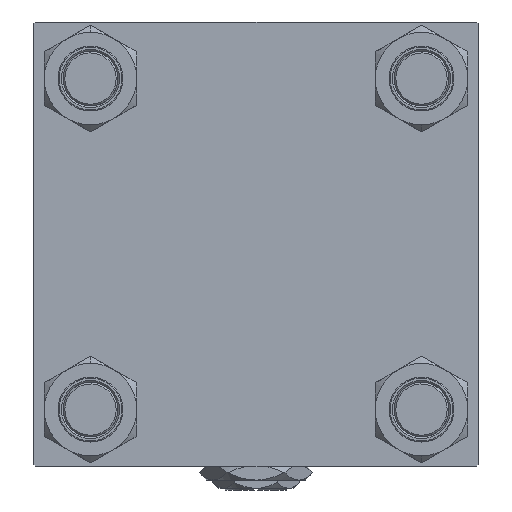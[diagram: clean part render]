
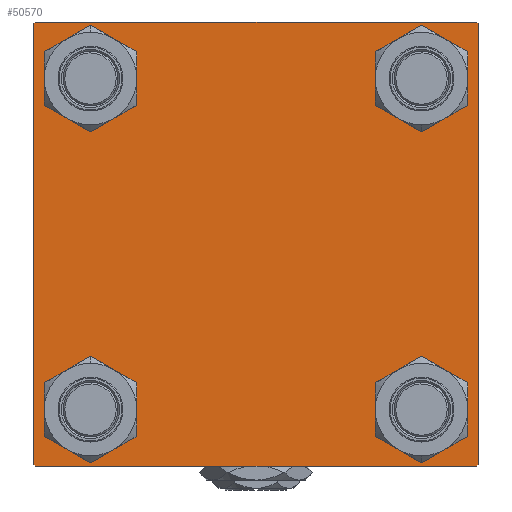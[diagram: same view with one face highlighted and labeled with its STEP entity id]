
A CAD part, left-side view. The second image highlights one B-rep face of the part: STEP entity #50570.
In plain terms, the highlighted planar face has unit normal (-1, 0, 0).
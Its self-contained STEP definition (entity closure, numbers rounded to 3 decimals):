
#573 = CARTESIAN_POINT ( 'NONE',  ( 0., 48.45, 39.95 ) ) ;
#636 = ORIENTED_EDGE ( 'NONE', *, *, #51613, .T. ) ;
#1793 = DIRECTION ( 'NONE',  ( 0., 0., 1. ) ) ;
#1940 = CARTESIAN_POINT ( 'NONE',  ( 0., 0., 0. ) ) ;
#2144 = ORIENTED_EDGE ( 'NONE', *, *, #49339, .T. ) ;
#2464 = FACE_BOUND ( 'NONE', #46446, .T. ) ;
#2484 = AXIS2_PLACEMENT_3D ( 'NONE', #1940, #18197, #46370 ) ;
#2583 = CIRCLE ( 'NONE', #35646, 8.5 ) ;
#2610 = EDGE_CURVE ( 'NONE', #6016, #20610, #24528, .T. ) ;
#3479 = AXIS2_PLACEMENT_3D ( 'NONE', #8322, #8066, #27765 ) ;
#4370 = VERTEX_POINT ( 'NONE', #36453 ) ;
#4460 = VERTEX_POINT ( 'NONE', #34013 ) ;
#4562 = CARTESIAN_POINT ( 'NONE',  ( 0., -65., -64.5 ) ) ;
#4566 = ORIENTED_EDGE ( 'NONE', *, *, #6502, .T. ) ;
#4928 = DIRECTION ( 'NONE',  ( 0., 0., 1. ) ) ;
#5444 = CARTESIAN_POINT ( 'NONE',  ( 0., -48.45, 48.45 ) ) ;
#5752 = DIRECTION ( 'NONE',  ( 0., 0., -1. ) ) ;
#5925 = FACE_OUTER_BOUND ( 'NONE', #43983, .T. ) ;
#6016 = VERTEX_POINT ( 'NONE', #35223 ) ;
#6026 = LINE ( 'NONE', #17763, #16999 ) ;
#6105 = EDGE_CURVE ( 'NONE', #40430, #16610, #26420, .T. ) ;
#6182 = CARTESIAN_POINT ( 'NONE',  ( 0., -48.45, 48.45 ) ) ;
#6502 = EDGE_CURVE ( 'NONE', #4370, #42610, #2583, .T. ) ;
#7226 = CARTESIAN_POINT ( 'NONE',  ( 0., -48.45, -48.45 ) ) ;
#7364 = VERTEX_POINT ( 'NONE', #48840 ) ;
#7867 = CIRCLE ( 'NONE', #14630, 8.5 ) ;
#8066 = DIRECTION ( 'NONE',  ( 1., 0., 0. ) ) ;
#8322 = CARTESIAN_POINT ( 'NONE',  ( 0., 48.45, 48.45 ) ) ;
#9120 = VERTEX_POINT ( 'NONE', #30751 ) ;
#9466 = DIRECTION ( 'NONE',  ( 1., 0., 0. ) ) ;
#10343 = EDGE_LOOP ( 'NONE', ( #4566, #20815 ) ) ;
#10582 = EDGE_LOOP ( 'NONE', ( #50112, #52548 ) ) ;
#10591 = VECTOR ( 'NONE', #36617, 1000. ) ;
#10607 = DIRECTION ( 'NONE',  ( 0., 0., -1. ) ) ;
#11020 = VECTOR ( 'NONE', #18618, 1000. ) ;
#11033 = VERTEX_POINT ( 'NONE', #33400 ) ;
#11214 = CARTESIAN_POINT ( 'NONE',  ( 0., -48.45, -48.45 ) ) ;
#11472 = DIRECTION ( 'NONE',  ( 1., 0., 0. ) ) ;
#11747 = AXIS2_PLACEMENT_3D ( 'NONE', #12056, #43950, #31734 ) ;
#11967 = EDGE_CURVE ( 'NONE', #20610, #28231, #6026, .T. ) ;
#12056 = CARTESIAN_POINT ( 'NONE',  ( 0., 48.45, -48.45 ) ) ;
#12097 = ORIENTED_EDGE ( 'NONE', *, *, #44466, .T. ) ;
#12148 = VERTEX_POINT ( 'NONE', #36099 ) ;
#12510 = VERTEX_POINT ( 'NONE', #48784 ) ;
#12756 = DIRECTION ( 'NONE',  ( 0., 0.707, 0.707 ) ) ;
#12759 = VECTOR ( 'NONE', #12756, 1000. ) ;
#12849 = VERTEX_POINT ( 'NONE', #20026 ) ;
#13584 = AXIS2_PLACEMENT_3D ( 'NONE', #5444, #33418, #29154 ) ;
#14076 = CARTESIAN_POINT ( 'NONE',  ( 0., 65., -65. ) ) ;
#14630 = AXIS2_PLACEMENT_3D ( 'NONE', #7226, #50655, #50133 ) ;
#15051 = CARTESIAN_POINT ( 'NONE',  ( 0., 65., 64.5 ) ) ;
#16610 = VERTEX_POINT ( 'NONE', #25734 ) ;
#16659 = LINE ( 'NONE', #28880, #10591 ) ;
#16987 = AXIS2_PLACEMENT_3D ( 'NONE', #25447, #9466, #4928 ) ;
#16999 = VECTOR ( 'NONE', #5752, 1000. ) ;
#17763 = CARTESIAN_POINT ( 'NONE',  ( 0., 65., 65. ) ) ;
#17864 = EDGE_CURVE ( 'NONE', #12148, #4460, #7867, .T. ) ;
#18197 = DIRECTION ( 'NONE',  ( -1., 0., 0. ) ) ;
#18453 = FACE_BOUND ( 'NONE', #10582, .T. ) ;
#18520 = EDGE_CURVE ( 'NONE', #41957, #9120, #52059, .T. ) ;
#18612 = LINE ( 'NONE', #14076, #38872 ) ;
#18618 = DIRECTION ( 'NONE',  ( 0., -0.707, -0.707 ) ) ;
#19880 = CARTESIAN_POINT ( 'NONE',  ( 0., 65., -64.5 ) ) ;
#20026 = CARTESIAN_POINT ( 'NONE',  ( 0., -65., 64.5 ) ) ;
#20056 = ORIENTED_EDGE ( 'NONE', *, *, #42496, .T. ) ;
#20096 = ORIENTED_EDGE ( 'NONE', *, *, #6105, .T. ) ;
#20240 = LINE ( 'NONE', #40420, #12759 ) ;
#20275 = CIRCLE ( 'NONE', #11747, 8.5 ) ;
#20356 = VERTEX_POINT ( 'NONE', #4562 ) ;
#20610 = VERTEX_POINT ( 'NONE', #15051 ) ;
#20815 = ORIENTED_EDGE ( 'NONE', *, *, #48439, .T. ) ;
#21834 = LINE ( 'NONE', #46010, #11020 ) ;
#22461 = PLANE ( 'NONE',  #2484 ) ;
#22937 = EDGE_CURVE ( 'NONE', #6016, #12510, #16659, .T. ) ;
#23257 = FACE_BOUND ( 'NONE', #41149, .T. ) ;
#24528 = LINE ( 'NONE', #28504, #24623 ) ;
#24623 = VECTOR ( 'NONE', #51643, 1000. ) ;
#25447 = CARTESIAN_POINT ( 'NONE',  ( 0., 48.45, 48.45 ) ) ;
#25734 = CARTESIAN_POINT ( 'NONE',  ( 0., 48.45, 56.95 ) ) ;
#25990 = ORIENTED_EDGE ( 'NONE', *, *, #18520, .T. ) ;
#26022 = VECTOR ( 'NONE', #10607, 1000. ) ;
#26162 = DIRECTION ( 'NONE',  ( 1., 0., 0. ) ) ;
#26420 = CIRCLE ( 'NONE', #3479, 8.5 ) ;
#27631 = ORIENTED_EDGE ( 'NONE', *, *, #11967, .T. ) ;
#27765 = DIRECTION ( 'NONE',  ( 0., 0., 1. ) ) ;
#28231 = VERTEX_POINT ( 'NONE', #19880 ) ;
#28504 = CARTESIAN_POINT ( 'NONE',  ( 0., 64.75, 64.75 ) ) ;
#28880 = CARTESIAN_POINT ( 'NONE',  ( 0., 65., 65. ) ) ;
#29154 = DIRECTION ( 'NONE',  ( 0., 0., 1. ) ) ;
#29609 = VECTOR ( 'NONE', #52073, 1000. ) ;
#29772 = LINE ( 'NONE', #33763, #26022 ) ;
#30403 = DIRECTION ( 'NONE',  ( 0., 0., 1. ) ) ;
#30751 = CARTESIAN_POINT ( 'NONE',  ( 0., 48.45, -56.95 ) ) ;
#31734 = DIRECTION ( 'NONE',  ( 0., 0., 1. ) ) ;
#33396 = AXIS2_PLACEMENT_3D ( 'NONE', #37477, #49167, #1793 ) ;
#33400 = CARTESIAN_POINT ( 'NONE',  ( 0., -64.5, -65. ) ) ;
#33418 = DIRECTION ( 'NONE',  ( 1., 0., 0. ) ) ;
#33763 = CARTESIAN_POINT ( 'NONE',  ( 0., -65., 65. ) ) ;
#34013 = CARTESIAN_POINT ( 'NONE',  ( 0., -48.45, -39.95 ) ) ;
#35223 = CARTESIAN_POINT ( 'NONE',  ( 0., 64.5, 65. ) ) ;
#35646 = AXIS2_PLACEMENT_3D ( 'NONE', #6182, #26162, #30403 ) ;
#36099 = CARTESIAN_POINT ( 'NONE',  ( 0., -48.45, -56.95 ) ) ;
#36130 = LINE ( 'NONE', #39571, #29609 ) ;
#36453 = CARTESIAN_POINT ( 'NONE',  ( 0., -48.45, 56.95 ) ) ;
#36617 = DIRECTION ( 'NONE',  ( 0., -1., 0. ) ) ;
#36843 = ORIENTED_EDGE ( 'NONE', *, *, #2610, .T. ) ;
#37060 = ORIENTED_EDGE ( 'NONE', *, *, #50157, .T. ) ;
#37477 = CARTESIAN_POINT ( 'NONE',  ( 0., 48.45, -48.45 ) ) ;
#38872 = VECTOR ( 'NONE', #46524, 1000. ) ;
#39571 = CARTESIAN_POINT ( 'NONE',  ( 0., -64.75, -64.75 ) ) ;
#39625 = EDGE_CURVE ( 'NONE', #12849, #20356, #29772, .T. ) ;
#39900 = CIRCLE ( 'NONE', #16987, 8.5 ) ;
#40420 = CARTESIAN_POINT ( 'NONE',  ( 0., -64.75, 64.75 ) ) ;
#40430 = VERTEX_POINT ( 'NONE', #573 ) ;
#41149 = EDGE_LOOP ( 'NONE', ( #25990, #12097 ) ) ;
#41429 = EDGE_CURVE ( 'NONE', #4460, #12148, #43887, .T. ) ;
#41957 = VERTEX_POINT ( 'NONE', #50181 ) ;
#42496 = EDGE_CURVE ( 'NONE', #7364, #11033, #18612, .T. ) ;
#42610 = VERTEX_POINT ( 'NONE', #47854 ) ;
#43887 = CIRCLE ( 'NONE', #44771, 8.5 ) ;
#43950 = DIRECTION ( 'NONE',  ( 1., 0., 0. ) ) ;
#43983 = EDGE_LOOP ( 'NONE', ( #27631, #636, #20056, #51424, #51680, #37060, #49144, #36843 ) ) ;
#44466 = EDGE_CURVE ( 'NONE', #9120, #41957, #20275, .T. ) ;
#44771 = AXIS2_PLACEMENT_3D ( 'NONE', #11214, #11472, #51628 ) ;
#45076 = EDGE_CURVE ( 'NONE', #11033, #20356, #36130, .T. ) ;
#46010 = CARTESIAN_POINT ( 'NONE',  ( 0., 64.75, -64.75 ) ) ;
#46370 = DIRECTION ( 'NONE',  ( 0., 0., 1. ) ) ;
#46446 = EDGE_LOOP ( 'NONE', ( #2144, #20096 ) ) ;
#46524 = DIRECTION ( 'NONE',  ( 0., -1., 0. ) ) ;
#47854 = CARTESIAN_POINT ( 'NONE',  ( 0., -48.45, 39.95 ) ) ;
#48410 = CIRCLE ( 'NONE', #13584, 8.5 ) ;
#48439 = EDGE_CURVE ( 'NONE', #42610, #4370, #48410, .T. ) ;
#48784 = CARTESIAN_POINT ( 'NONE',  ( 0., -64.5, 65. ) ) ;
#48840 = CARTESIAN_POINT ( 'NONE',  ( 0., 64.5, -65. ) ) ;
#49144 = ORIENTED_EDGE ( 'NONE', *, *, #22937, .F. ) ;
#49167 = DIRECTION ( 'NONE',  ( 1., 0., 0. ) ) ;
#49339 = EDGE_CURVE ( 'NONE', #16610, #40430, #39900, .T. ) ;
#50112 = ORIENTED_EDGE ( 'NONE', *, *, #41429, .T. ) ;
#50133 = DIRECTION ( 'NONE',  ( 0., 0., 1. ) ) ;
#50157 = EDGE_CURVE ( 'NONE', #12849, #12510, #20240, .T. ) ;
#50181 = CARTESIAN_POINT ( 'NONE',  ( 0., 48.45, -39.95 ) ) ;
#50570 = ADVANCED_FACE ( 'NONE', ( #51156, #18453, #23257, #2464, #5925 ), #22461, .T. ) ;
#50655 = DIRECTION ( 'NONE',  ( 1., 0., 0. ) ) ;
#51156 = FACE_BOUND ( 'NONE', #10343, .T. ) ;
#51424 = ORIENTED_EDGE ( 'NONE', *, *, #45076, .T. ) ;
#51613 = EDGE_CURVE ( 'NONE', #28231, #7364, #21834, .T. ) ;
#51628 = DIRECTION ( 'NONE',  ( 0., 0., 1. ) ) ;
#51643 = DIRECTION ( 'NONE',  ( 0., 0.707, -0.707 ) ) ;
#51680 = ORIENTED_EDGE ( 'NONE', *, *, #39625, .F. ) ;
#52059 = CIRCLE ( 'NONE', #33396, 8.5 ) ;
#52073 = DIRECTION ( 'NONE',  ( 0., -0.707, 0.707 ) ) ;
#52548 = ORIENTED_EDGE ( 'NONE', *, *, #17864, .T. ) ;
